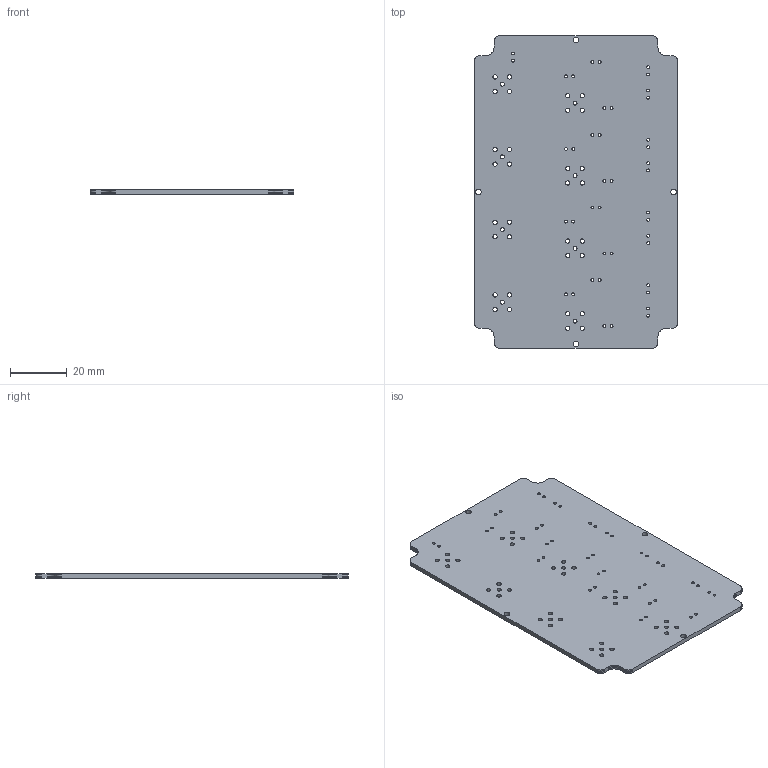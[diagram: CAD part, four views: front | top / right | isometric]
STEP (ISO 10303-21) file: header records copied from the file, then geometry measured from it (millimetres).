
FILE_DESCRIPTION(('KiCad electronic assembly'),'2;1');
FILE_NAME('RX1x4_wuxh_cavity.step','2023-07-20T15:55:39',('Pcbnew'),( 'Kicad'),'Open CASCADE STEP processor 7.6','KiCad to STEP converter' ,'Unknown');
FILE_SCHEMA(('AUTOMOTIVE_DESIGN { 1 0 10303 214 1 1 1 1 }'));
Length unit declared in the file: millimetre
Products named in the file (2): RX1x4_wuxh_cavity 1; PCB
Assembly tree (1 placements, depth 2):
  RX1x4_wuxh_cavity 1
    PCB
Bounding box: 71.5 x 109.6 x 1.58 mm (x, y, z)
Volume: 11892.4 mm3; surface area: 16149 mm2
Topology: 1 solids, 1 shells, 256 faces, 762 edges, 508 vertices
Faces by surface type: plane 170, cylinder 86
Full cylindrical faces by diameter (mm): 1 x42, 1.4 x8, 1.5 x32, 2 x4
Entity records: 19391 total; most frequent: CARTESIAN_POINT 4084, DIRECTION 2802, LINE 1942, VECTOR 1942, ORIENTED_EDGE 1524, PCURVE 1524, DEFINITIONAL_REPRESENTATION 1524, EDGE_CURVE 762
